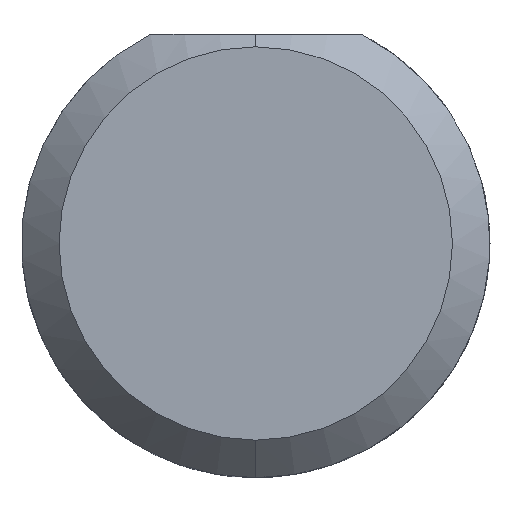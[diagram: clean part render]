
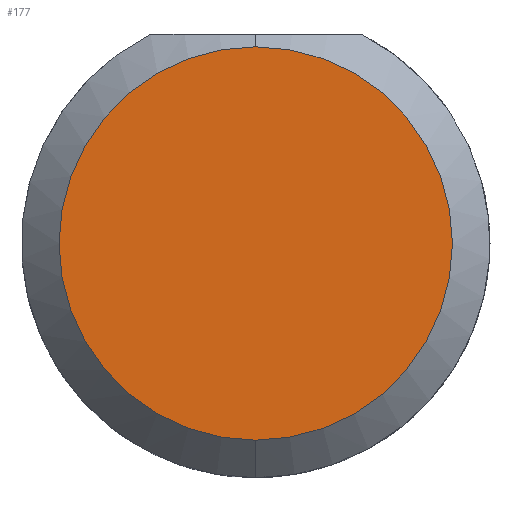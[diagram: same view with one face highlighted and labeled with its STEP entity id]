
A CAD part, left-side view. The second image highlights one B-rep face of the part: STEP entity #177.
In plain terms, the highlighted planar face has unit normal (-1, 0, 0).
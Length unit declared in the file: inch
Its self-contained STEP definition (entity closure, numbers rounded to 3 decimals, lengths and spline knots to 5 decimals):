
#14 = DIRECTION ( 'NONE',  ( 0., 0., 1. ) ) ;
#19 = DIRECTION ( 'NONE',  ( 0., 0., 1. ) ) ;
#30 = DIRECTION ( 'NONE',  ( 1., 0., 0. ) ) ;
#162 = CARTESIAN_POINT ( 'NONE',  ( 0., 0., 0. ) ) ;
#175 = CARTESIAN_POINT ( 'NONE',  ( 0., 0., -0.0786 ) ) ;
#177 = ADVANCED_FACE ( 'NONE', ( #322 ), #525, .F. ) ;
#198 = CARTESIAN_POINT ( 'NONE',  ( 0., 0., 0.0786 ) ) ;
#210 = DIRECTION ( 'NONE',  ( -1., 0., 0. ) ) ;
#225 = CARTESIAN_POINT ( 'NONE',  ( 0., 0., 0. ) ) ;
#228 = AXIS2_PLACEMENT_3D ( 'NONE', #225, #30, #515 ) ;
#242 = AXIS2_PLACEMENT_3D ( 'NONE', #287, #210, #14 ) ;
#249 = VERTEX_POINT ( 'NONE', #175 ) ;
#287 = CARTESIAN_POINT ( 'NONE',  ( 0., 0., 0. ) ) ;
#306 = EDGE_LOOP ( 'NONE', ( #546, #400 ) ) ;
#322 = FACE_OUTER_BOUND ( 'NONE', #306, .T. ) ;
#336 = VERTEX_POINT ( 'NONE', #198 ) ;
#351 = CIRCLE ( 'NONE', #570, 0.0786 ) ;
#400 = ORIENTED_EDGE ( 'NONE', *, *, #463, .T. ) ;
#463 = EDGE_CURVE ( 'NONE', #336, #249, #511, .T. ) ;
#511 = CIRCLE ( 'NONE', #242, 0.0786 ) ;
#515 = DIRECTION ( 'NONE',  ( 0., 0., -1. ) ) ;
#525 = PLANE ( 'NONE',  #228 ) ;
#546 = ORIENTED_EDGE ( 'NONE', *, *, #592, .T. ) ;
#547 = DIRECTION ( 'NONE',  ( -1., 0., 0. ) ) ;
#570 = AXIS2_PLACEMENT_3D ( 'NONE', #162, #547, #19 ) ;
#592 = EDGE_CURVE ( 'NONE', #249, #336, #351, .T. ) ;
